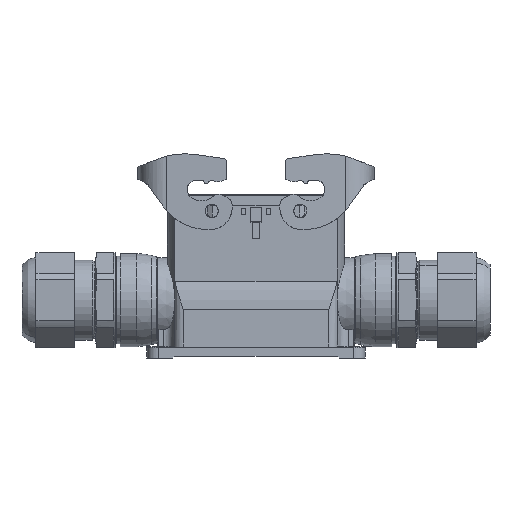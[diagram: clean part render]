
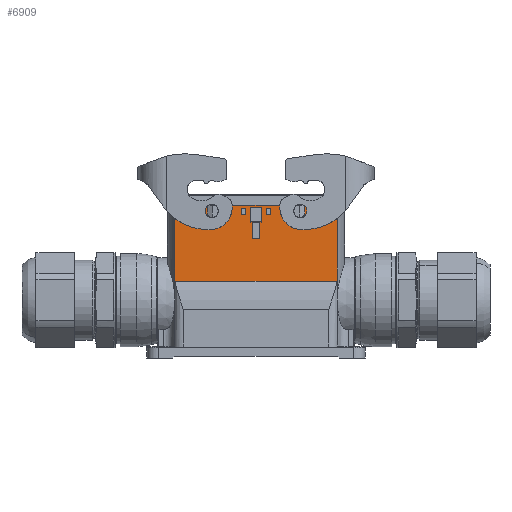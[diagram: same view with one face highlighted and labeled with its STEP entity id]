
A CAD part, front view. The second image highlights one B-rep face of the part: STEP entity #6909.
In plain terms, the highlighted planar face has unit normal (0, -1, 0).
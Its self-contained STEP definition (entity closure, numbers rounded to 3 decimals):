
#6909=ADVANCED_FACE('',(#7945,#7946,#7947,#7948),#7528,.T.);
#7528=PLANE('',#23425);
#7945=FACE_BOUND('',#8551,.T.);
#7946=FACE_BOUND('',#8552,.T.);
#7947=FACE_BOUND('',#8553,.T.);
#7948=FACE_BOUND('',#8554,.T.);
#8551=EDGE_LOOP('',(#11364,#11365,#11366,#11367,#11368,#11369,#11370,#11371,
#11372,#11373,#11374,#11375,#11376,#11377));
#8552=EDGE_LOOP('',(#11378,#11379,#11380,#11381));
#8553=EDGE_LOOP('',(#11382,#11383,#11384,#11385,#11386,#11387,#11388,#11389));
#8554=EDGE_LOOP('',(#11390,#11391,#11392,#11393));
#11364=ORIENTED_EDGE('',*,*,#15695,.F.);
#11365=ORIENTED_EDGE('',*,*,#16241,.F.);
#11366=ORIENTED_EDGE('',*,*,#16242,.T.);
#11367=ORIENTED_EDGE('',*,*,#16066,.T.);
#11368=ORIENTED_EDGE('',*,*,#15907,.F.);
#11369=ORIENTED_EDGE('',*,*,#16165,.T.);
#11370=ORIENTED_EDGE('',*,*,#16243,.T.);
#11371=ORIENTED_EDGE('',*,*,#16244,.F.);
#11372=ORIENTED_EDGE('',*,*,#15704,.F.);
#11373=ORIENTED_EDGE('',*,*,#15701,.F.);
#11374=ORIENTED_EDGE('',*,*,#16245,.F.);
#11375=ORIENTED_EDGE('',*,*,#16246,.T.);
#11376=ORIENTED_EDGE('',*,*,#16247,.F.);
#11377=ORIENTED_EDGE('',*,*,#15691,.F.);
#11378=ORIENTED_EDGE('',*,*,#15985,.F.);
#11379=ORIENTED_EDGE('',*,*,#15987,.F.);
#11380=ORIENTED_EDGE('',*,*,#15988,.F.);
#11381=ORIENTED_EDGE('',*,*,#15982,.F.);
#11382=ORIENTED_EDGE('',*,*,#16021,.T.);
#11383=ORIENTED_EDGE('',*,*,#16013,.T.);
#11384=ORIENTED_EDGE('',*,*,#15996,.T.);
#11385=ORIENTED_EDGE('',*,*,#15999,.T.);
#11386=ORIENTED_EDGE('',*,*,#15992,.T.);
#11387=ORIENTED_EDGE('',*,*,#16012,.T.);
#11388=ORIENTED_EDGE('',*,*,#16023,.T.);
#11389=ORIENTED_EDGE('',*,*,#16024,.T.);
#11390=ORIENTED_EDGE('',*,*,#15975,.F.);
#11391=ORIENTED_EDGE('',*,*,#15976,.F.);
#11392=ORIENTED_EDGE('',*,*,#15970,.F.);
#11393=ORIENTED_EDGE('',*,*,#15973,.F.);
#13987=VERTEX_POINT('',#31559);
#13988=VERTEX_POINT('',#31561);
#13990=VERTEX_POINT('',#31570);
#13996=VERTEX_POINT('',#31584);
#13997=VERTEX_POINT('',#31586);
#13999=VERTEX_POINT('',#31592);
#14043=VERTEX_POINT('',#31719);
#14067=VERTEX_POINT('',#31823);
#14202=VERTEX_POINT('',#32276);
#14203=VERTEX_POINT('',#32278);
#14204=VERTEX_POINT('',#32282);
#14205=VERTEX_POINT('',#32286);
#14210=VERTEX_POINT('',#32301);
#14211=VERTEX_POINT('',#32303);
#14212=VERTEX_POINT('',#32307);
#14213=VERTEX_POINT('',#32311);
#14215=VERTEX_POINT('',#32318);
#14217=VERTEX_POINT('',#32322);
#14218=VERTEX_POINT('',#32326);
#14221=VERTEX_POINT('',#32331);
#14231=VERTEX_POINT('',#32363);
#14232=VERTEX_POINT('',#32366);
#14236=VERTEX_POINT('',#32380);
#14237=VERTEX_POINT('',#32384);
#14262=VERTEX_POINT('',#32511);
#14313=VERTEX_POINT('',#32781);
#14344=VERTEX_POINT('',#32976);
#14345=VERTEX_POINT('',#32979);
#14346=VERTEX_POINT('',#32982);
#14347=VERTEX_POINT('',#32984);
#15691=EDGE_CURVE('',#13987,#13988,#17676,.T.);
#15695=EDGE_CURVE('',#13990,#13987,#18778,.T.);
#15701=EDGE_CURVE('',#13996,#13997,#17678,.T.);
#15704=EDGE_CURVE('',#13997,#13999,#18784,.T.);
#15907=EDGE_CURVE('',#14067,#14043,#18922,.T.);
#15970=EDGE_CURVE('',#14202,#14203,#18981,.T.);
#15973=EDGE_CURVE('',#14204,#14202,#18984,.T.);
#15975=EDGE_CURVE('',#14205,#14204,#18986,.T.);
#15976=EDGE_CURVE('',#14203,#14205,#18987,.T.);
#15982=EDGE_CURVE('',#14210,#14211,#18993,.T.);
#15985=EDGE_CURVE('',#14212,#14210,#18996,.T.);
#15987=EDGE_CURVE('',#14213,#14212,#18998,.T.);
#15988=EDGE_CURVE('',#14211,#14213,#18999,.T.);
#15992=EDGE_CURVE('',#14215,#14217,#19003,.T.);
#15996=EDGE_CURVE('',#14218,#14221,#19007,.T.);
#15999=EDGE_CURVE('',#14221,#14215,#19010,.T.);
#16012=EDGE_CURVE('',#14217,#14231,#19023,.T.);
#16013=EDGE_CURVE('',#14232,#14218,#19024,.T.);
#16021=EDGE_CURVE('',#14236,#14232,#19032,.T.);
#16023=EDGE_CURVE('',#14231,#14237,#19034,.T.);
#16024=EDGE_CURVE('',#14237,#14236,#19035,.T.);
#16066=EDGE_CURVE('',#14262,#14043,#19057,.T.);
#16165=EDGE_CURVE('',#14067,#14313,#19112,.T.);
#16241=EDGE_CURVE('',#14344,#13990,#17725,.T.);
#16242=EDGE_CURVE('',#14344,#14262,#19164,.T.);
#16243=EDGE_CURVE('',#14313,#14345,#19165,.T.);
#16244=EDGE_CURVE('',#13999,#14345,#17726,.T.);
#16245=EDGE_CURVE('',#14346,#13996,#17727,.T.);
#16246=EDGE_CURVE('',#14346,#14347,#19166,.T.);
#16247=EDGE_CURVE('',#13988,#14347,#17728,.T.);
#17676=CIRCLE('',#23115,2.4);
#17678=CIRCLE('',#23121,2.4);
#17725=CIRCLE('',#23421,3.5);
#17726=CIRCLE('',#23422,3.5);
#17727=CIRCLE('',#23423,3.5);
#17728=CIRCLE('',#23424,3.5);
#18778=LINE('',#31572,#20309);
#18784=LINE('',#31591,#20315);
#18922=LINE('',#32148,#20453);
#18981=LINE('',#32277,#20512);
#18984=LINE('',#32283,#20515);
#18986=LINE('',#32287,#20517);
#18987=LINE('',#32289,#20518);
#18993=LINE('',#32302,#20524);
#18996=LINE('',#32308,#20527);
#18998=LINE('',#32312,#20529);
#18999=LINE('',#32314,#20530);
#19003=LINE('',#32323,#20534);
#19007=LINE('',#32332,#20538);
#19010=LINE('',#32337,#20541);
#19023=LINE('',#32364,#20554);
#19024=LINE('',#32365,#20555);
#19032=LINE('',#32381,#20563);
#19034=LINE('',#32385,#20565);
#19035=LINE('',#32387,#20566);
#19057=LINE('',#32510,#20588);
#19112=LINE('',#32782,#20643);
#19164=LINE('',#32977,#20695);
#19165=LINE('',#32978,#20696);
#19166=LINE('',#32983,#20697);
#20309=VECTOR('',#25824,1.);
#20315=VECTOR('',#25842,1.);
#20453=VECTOR('',#26188,1.);
#20512=VECTOR('',#26305,1.);
#20515=VECTOR('',#26310,1.);
#20517=VECTOR('',#26314,1.);
#20518=VECTOR('',#26317,1.);
#20524=VECTOR('',#26327,1.);
#20527=VECTOR('',#26332,1.);
#20529=VECTOR('',#26336,1.);
#20530=VECTOR('',#26339,1.);
#20534=VECTOR('',#26345,1.);
#20538=VECTOR('',#26351,1.);
#20541=VECTOR('',#26358,1.);
#20554=VECTOR('',#26379,1.);
#20555=VECTOR('',#26380,1.);
#20563=VECTOR('',#26394,1.);
#20565=VECTOR('',#26398,1.);
#20566=VECTOR('',#26401,1.);
#20588=VECTOR('',#26475,1.);
#20643=VECTOR('',#26658,1.);
#20695=VECTOR('',#26818,1.);
#20696=VECTOR('',#26819,1.);
#20697=VECTOR('',#26824,1.);
#23115=AXIS2_PLACEMENT_3D('',#31560,#25817,#25818);
#23121=AXIS2_PLACEMENT_3D('',#31585,#25835,#25836);
#23421=AXIS2_PLACEMENT_3D('',#32975,#26816,#26817);
#23422=AXIS2_PLACEMENT_3D('',#32980,#26820,#26821);
#23423=AXIS2_PLACEMENT_3D('',#32981,#26822,#26823);
#23424=AXIS2_PLACEMENT_3D('',#32985,#26825,#26826);
#23425=AXIS2_PLACEMENT_3D('',#32986,#26827,#26828);
#25817=DIRECTION('',(0.,-1.,0.));
#25818=DIRECTION('',(1.,0.,0.));
#25824=DIRECTION('',(0.,0.,-1.));
#25835=DIRECTION('',(0.,-1.,0.));
#25836=DIRECTION('',(1.,0.,0.));
#25842=DIRECTION('',(0.,0.,1.));
#26188=DIRECTION('',(-1.,0.,0.));
#26305=DIRECTION('',(-1.,0.,0.));
#26310=DIRECTION('',(0.,0.,1.));
#26314=DIRECTION('',(1.,0.,0.));
#26317=DIRECTION('',(0.,0.,-1.));
#26327=DIRECTION('',(-1.,0.,0.));
#26332=DIRECTION('',(0.,0.,1.));
#26336=DIRECTION('',(1.,0.,0.));
#26339=DIRECTION('',(0.,0.,-1.));
#26345=DIRECTION('',(0.,0.,1.));
#26351=DIRECTION('',(0.,0.,-1.));
#26358=DIRECTION('',(-1.,0.,0.));
#26379=DIRECTION('',(-1.,0.,0.));
#26380=DIRECTION('',(-1.,0.,0.));
#26394=DIRECTION('',(0.017,0.,-1.));
#26398=DIRECTION('',(0.017,0.,1.));
#26401=DIRECTION('',(1.,0.,0.));
#26475=DIRECTION('',(0.,0.,-1.));
#26658=DIRECTION('',(0.,0.,1.));
#26816=DIRECTION('',(0.,-1.,0.));
#26817=DIRECTION('',(-1.,0.,0.));
#26818=DIRECTION('',(-1.,0.,0.));
#26819=DIRECTION('',(-1.,0.,0.));
#26820=DIRECTION('',(0.,-1.,0.));
#26821=DIRECTION('',(1.,0.,0.));
#26822=DIRECTION('',(0.,-1.,0.));
#26823=DIRECTION('',(1.,0.,0.));
#26824=DIRECTION('',(-1.,0.,0.));
#26825=DIRECTION('',(0.,-1.,0.));
#26826=DIRECTION('',(1.,0.,0.));
#26827=DIRECTION('',(0.,-1.,0.));
#26828=DIRECTION('',(-1.,0.,0.));
#31559=CARTESIAN_POINT('',(-26.15,-22.5,1.55));
#31560=CARTESIAN_POINT('',(-23.75,-22.5,1.55));
#31561=CARTESIAN_POINT('',(-23.75,-22.5,-0.85));
#31570=CARTESIAN_POINT('',(-26.15,-22.5,5.198));
#31572=CARTESIAN_POINT('',(-26.15,-22.5,5.7));
#31584=CARTESIAN_POINT('',(23.75,-22.5,-0.85));
#31585=CARTESIAN_POINT('',(23.75,-22.5,1.55));
#31586=CARTESIAN_POINT('',(26.15,-22.5,1.55));
#31591=CARTESIAN_POINT('',(26.15,-22.5,5.7));
#31592=CARTESIAN_POINT('',(26.15,-22.5,5.198));
#31719=CARTESIAN_POINT('',(-43.6,-22.5,-35.001));
#31823=CARTESIAN_POINT('',(43.6,-22.5,-35.001));
#32148=CARTESIAN_POINT('',(43.6,-22.5,-35.001));
#32276=CARTESIAN_POINT('',(7.7,-22.5,4.));
#32277=CARTESIAN_POINT('',(7.7,-22.5,4.));
#32278=CARTESIAN_POINT('',(5.5,-22.5,4.));
#32282=CARTESIAN_POINT('',(7.7,-22.5,0.6));
#32283=CARTESIAN_POINT('',(7.7,-22.5,0.6));
#32286=CARTESIAN_POINT('',(5.5,-22.5,0.6));
#32287=CARTESIAN_POINT('',(5.5,-22.5,0.6));
#32289=CARTESIAN_POINT('',(5.5,-22.5,4.));
#32301=CARTESIAN_POINT('',(-5.5,-22.5,4.));
#32302=CARTESIAN_POINT('',(-5.5,-22.5,4.));
#32303=CARTESIAN_POINT('',(-7.7,-22.5,4.));
#32307=CARTESIAN_POINT('',(-5.5,-22.5,0.6));
#32308=CARTESIAN_POINT('',(-5.5,-22.5,5.7));
#32311=CARTESIAN_POINT('',(-7.7,-22.5,0.6));
#32312=CARTESIAN_POINT('',(-7.7,-22.5,0.6));
#32314=CARTESIAN_POINT('',(-7.7,-22.5,4.));
#32318=CARTESIAN_POINT('',(-2.,-22.5,-11.95));
#32322=CARTESIAN_POINT('',(-2.,-22.5,-3.285));
#32323=CARTESIAN_POINT('',(-2.,-22.5,-6.));
#32326=CARTESIAN_POINT('',(2.,-22.5,-3.285));
#32331=CARTESIAN_POINT('',(2.,-22.5,-11.95));
#32332=CARTESIAN_POINT('',(2.,-22.5,-6.));
#32337=CARTESIAN_POINT('',(0.,-22.5,-11.95));
#32363=CARTESIAN_POINT('',(-2.001,-22.5,-3.285));
#32364=CARTESIAN_POINT('',(0.,-22.5,-3.285));
#32365=CARTESIAN_POINT('',(0.,-22.5,-3.285));
#32366=CARTESIAN_POINT('',(2.001,-22.5,-3.285));
#32380=CARTESIAN_POINT('',(1.86,-22.5,4.75));
#32381=CARTESIAN_POINT('',(2.047,-22.5,-5.964));
#32384=CARTESIAN_POINT('',(-1.86,-22.5,4.75));
#32385=CARTESIAN_POINT('',(-2.047,-22.5,-5.964));
#32387=CARTESIAN_POINT('',(-2.,-22.5,4.75));
#32510=CARTESIAN_POINT('',(-43.6,-22.5,5.7));
#32511=CARTESIAN_POINT('',(-43.6,-22.5,5.7));
#32781=CARTESIAN_POINT('',(43.6,-22.5,5.7));
#32782=CARTESIAN_POINT('',(43.6,-22.5,5.7));
#32975=CARTESIAN_POINT('',(-23.75,-22.5,2.65));
#32976=CARTESIAN_POINT('',(-25.467,-22.5,5.7));
#32977=CARTESIAN_POINT('',(0.,-22.5,5.7));
#32978=CARTESIAN_POINT('',(0.,-22.5,5.7));
#32979=CARTESIAN_POINT('',(25.467,-22.5,5.7));
#32980=CARTESIAN_POINT('',(23.75,-22.5,2.65));
#32981=CARTESIAN_POINT('',(23.75,-22.5,2.65));
#32982=CARTESIAN_POINT('',(22.033,-22.5,5.7));
#32983=CARTESIAN_POINT('',(0.,-22.5,5.7));
#32984=CARTESIAN_POINT('',(-22.033,-22.5,5.7));
#32985=CARTESIAN_POINT('',(-23.75,-22.5,2.65));
#32986=CARTESIAN_POINT('',(0.,-22.5,5.7));
